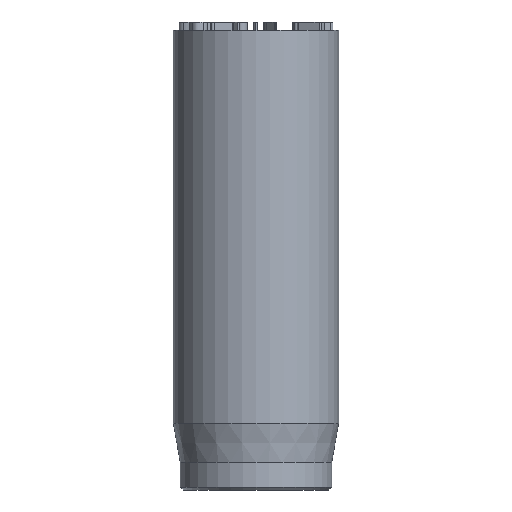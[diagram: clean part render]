
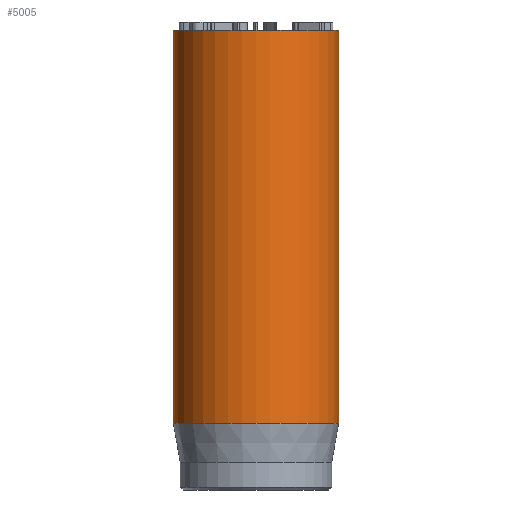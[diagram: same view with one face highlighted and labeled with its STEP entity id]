
A CAD part, front view. The second image highlights one B-rep face of the part: STEP entity #5005.
In plain terms, the highlighted cylindrical face has radius 3 mm (diameter 6 mm), a full revolution.
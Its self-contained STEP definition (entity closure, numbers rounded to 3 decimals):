
#32=CYLINDRICAL_SURFACE('',#5205,3.);
#44=CIRCLE('',#5168,3.);
#60=CIRCLE('',#5203,3.);
#61=CIRCLE('',#5204,3.);
#459=FACE_OUTER_BOUND('',#765,.T.);
#765=EDGE_LOOP('',(#4493,#4494,#4495,#4496,#4497));
#1140=LINE('',#9467,#1523);
#1523=VECTOR('',#5824,3.);
#2326=VERTEX_POINT('',#9402);
#2342=VERTEX_POINT('',#9461);
#2343=VERTEX_POINT('',#9462);
#3039=EDGE_CURVE('',#2326,#2326,#44,.T.);
#3063=EDGE_CURVE('',#2342,#2343,#60,.T.);
#3064=EDGE_CURVE('',#2343,#2342,#61,.T.);
#3066=EDGE_CURVE('',#2326,#2342,#1140,.T.);
#4493=ORIENTED_EDGE('',*,*,#3039,.T.);
#4494=ORIENTED_EDGE('',*,*,#3066,.T.);
#4495=ORIENTED_EDGE('',*,*,#3063,.T.);
#4496=ORIENTED_EDGE('',*,*,#3064,.T.);
#4497=ORIENTED_EDGE('',*,*,#3066,.F.);
#5005=ADVANCED_FACE('',(#459),#32,.T.);
#5168=AXIS2_PLACEMENT_3D('',#9403,#5739,#5740);
#5203=AXIS2_PLACEMENT_3D('',#9463,#5817,#5818);
#5204=AXIS2_PLACEMENT_3D('',#9464,#5819,#5820);
#5205=AXIS2_PLACEMENT_3D('',#9466,#5822,#5823);
#5739=DIRECTION('center_axis',(0.,0.,-1.));
#5740=DIRECTION('ref_axis',(-1.,0.,0.));
#5817=DIRECTION('center_axis',(0.,0.,1.));
#5818=DIRECTION('ref_axis',(-1.,0.,0.));
#5819=DIRECTION('center_axis',(0.,0.,1.));
#5820=DIRECTION('ref_axis',(-1.,0.,0.));
#5822=DIRECTION('center_axis',(0.,0.,1.));
#5823=DIRECTION('ref_axis',(-1.,0.,0.));
#5824=DIRECTION('',(0.,0.,-1.));
#9402=CARTESIAN_POINT('',(3.,0.,16.7));
#9403=CARTESIAN_POINT('Origin',(0.,0.,16.7));
#9461=CARTESIAN_POINT('',(3.,0.,2.418));
#9462=CARTESIAN_POINT('',(-3.,0.,2.418));
#9463=CARTESIAN_POINT('Origin',(0.,0.,2.418));
#9464=CARTESIAN_POINT('Origin',(0.,0.,2.418));
#9466=CARTESIAN_POINT('Origin',(0.,0.,0.));
#9467=CARTESIAN_POINT('',(3.,0.,0.));
